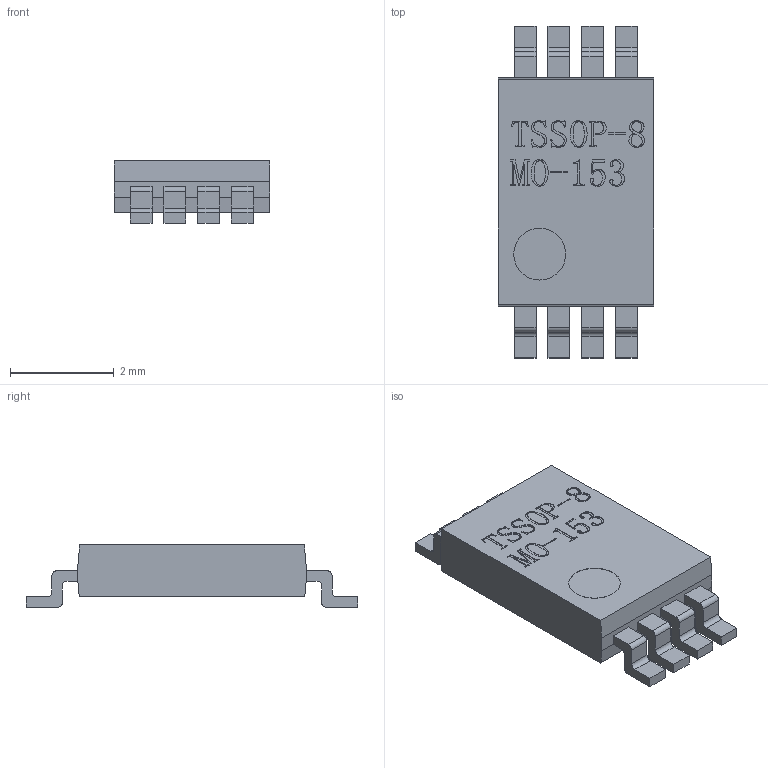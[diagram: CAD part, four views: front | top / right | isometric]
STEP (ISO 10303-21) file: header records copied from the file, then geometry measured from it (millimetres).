
FILE_DESCRIPTION (( 'STEP AP214' ), '1' );
FILE_NAME ('TSSOP-8.STEP', '2008-08-02T08:21:44', ( 'Chinese User' ), ( 'Chinese ORG' ), 'SwSTEP 2.0', 'SolidWorks 2005204', '' );
FILE_SCHEMA (( 'AUTOMOTIVE_DESIGN' ));
Length unit declared in the file: millimetre
Products named in the file (1): TSSOP-8
Bounding box: 3 x 6.4 x 1.2 mm (x, y, z)
Volume: 14.1 mm3; surface area: 56.8 mm2
Topology: 9 solids, 9 shells, 344 faces, 921 edges, 614 vertices
Faces by surface type: plane 197, bspline 113, cylinder 34
Entity records: 20281 total; most frequent: CARTESIAN_POINT 12119, ORIENTED_EDGE 1842, DIRECTION 1227, EDGE_CURVE 921, LINE 627, VECTOR 627, VERTEX_POINT 614, EDGE_LOOP 363
